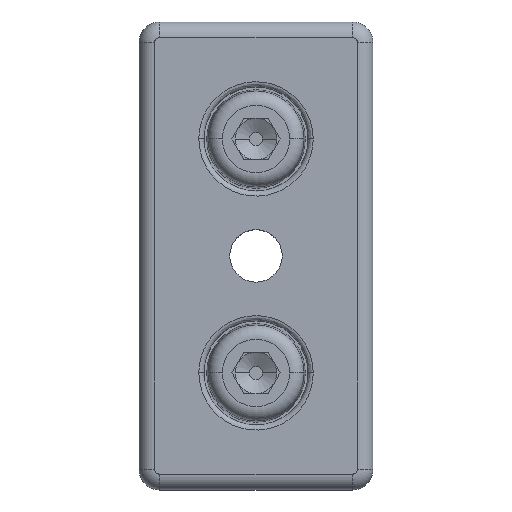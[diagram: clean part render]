
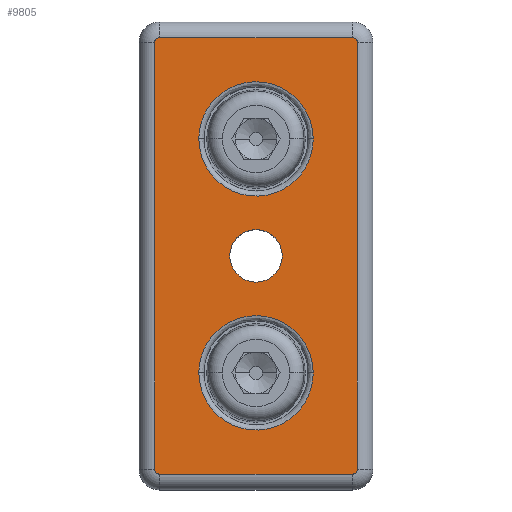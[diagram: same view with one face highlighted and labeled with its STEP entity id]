
A CAD part, top view. The second image highlights one B-rep face of the part: STEP entity #9805.
In plain terms, the highlighted planar face has unit normal (0, 0, 1).
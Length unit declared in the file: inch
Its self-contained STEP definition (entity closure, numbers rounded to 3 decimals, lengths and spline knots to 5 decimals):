
#68 = LINE ( 'NONE', #6941, #11048 ) ;
#85 = CARTESIAN_POINT ( 'NONE',  ( 0.43307, -0.88583, 0. ) ) ;
#90 = AXIS2_PLACEMENT_3D ( 'NONE', #2747, #6247, #9667 ) ;
#199 = ORIENTED_EDGE ( 'NONE', *, *, #8816, .F. ) ;
#283 = CARTESIAN_POINT ( 'NONE',  ( 0.76772, 1.61417, 0. ) ) ;
#435 = FACE_BOUND ( 'NONE', #916, .T. ) ;
#446 = EDGE_CURVE ( 'NONE', #3520, #2346, #9745, .T. ) ;
#458 = CIRCLE ( 'NONE', #90, 0.03937 ) ;
#488 = CARTESIAN_POINT ( 'NONE',  ( 0.43307, 0.88583, 0. ) ) ;
#688 = CARTESIAN_POINT ( 'NONE',  ( -0.43307, 0.01969, 0. ) ) ;
#770 = CIRCLE ( 'NONE', #7071, 0.19894 ) ;
#789 = VERTEX_POINT ( 'NONE', #7547 ) ;
#916 = EDGE_LOOP ( 'NONE', ( #7470, #4300 ) ) ;
#968 = VERTEX_POINT ( 'NONE', #10124 ) ;
#987 = EDGE_LOOP ( 'NONE', ( #7898, #4102 ) ) ;
#1065 = EDGE_CURVE ( 'NONE', #3326, #7149, #68, .T. ) ;
#1279 = FACE_OUTER_BOUND ( 'NONE', #3920, .T. ) ;
#1360 = ORIENTED_EDGE ( 'NONE', *, *, #446, .F. ) ;
#1503 = CARTESIAN_POINT ( 'NONE',  ( -0.76772, -1.61417, 0. ) ) ;
#1545 = CARTESIAN_POINT ( 'NONE',  ( -0.43307, -0.88583, 0. ) ) ;
#1601 = CARTESIAN_POINT ( 'NONE',  ( 0.72835, -1.61417, 0. ) ) ;
#1661 = PLANE ( 'NONE',  #6308 ) ;
#1794 = AXIS2_PLACEMENT_3D ( 'NONE', #5918, #3369, #8490 ) ;
#1913 = DIRECTION ( 'NONE',  ( 0., 0., 1. ) ) ;
#1953 = CARTESIAN_POINT ( 'NONE',  ( -0.43307, -0.01969, 0. ) ) ;
#2002 = DIRECTION ( 'NONE',  ( 0., 0., -1. ) ) ;
#2177 = ORIENTED_EDGE ( 'NONE', *, *, #3816, .F. ) ;
#2257 = VECTOR ( 'NONE', #4942, 39.37008 ) ;
#2346 = VERTEX_POINT ( 'NONE', #4103 ) ;
#2381 = ORIENTED_EDGE ( 'NONE', *, *, #5393, .F. ) ;
#2441 = DIRECTION ( 'NONE',  ( 0., -1., 0. ) ) ;
#2597 = DIRECTION ( 'NONE',  ( -1., 0., 0. ) ) ;
#2747 = CARTESIAN_POINT ( 'NONE',  ( 0.72835, -1.61417, 0. ) ) ;
#2777 = CARTESIAN_POINT ( 'NONE',  ( 0.72835, -1.65354, 0. ) ) ;
#2811 = DIRECTION ( 'NONE',  ( 1., 0., 0. ) ) ;
#3130 = CARTESIAN_POINT ( 'NONE',  ( 0.43307, -1.75197, 0. ) ) ;
#3259 = VERTEX_POINT ( 'NONE', #6215 ) ;
#3326 = VERTEX_POINT ( 'NONE', #2777 ) ;
#3335 = CARTESIAN_POINT ( 'NONE',  ( 0.43307, -0.88583, 0. ) ) ;
#3369 = DIRECTION ( 'NONE',  ( 0., 0., 1. ) ) ;
#3457 = VERTEX_POINT ( 'NONE', #8224 ) ;
#3486 = CARTESIAN_POINT ( 'NONE',  ( 0.72835, 1.61417, 0. ) ) ;
#3500 = ORIENTED_EDGE ( 'NONE', *, *, #9357, .F. ) ;
#3520 = VERTEX_POINT ( 'NONE', #9612 ) ;
#3542 = CARTESIAN_POINT ( 'NONE',  ( 0.72835, 1.65354, 0. ) ) ;
#3544 = EDGE_CURVE ( 'NONE', #3259, #8258, #770, .T. ) ;
#3611 = VERTEX_POINT ( 'NONE', #7260 ) ;
#3614 = VECTOR ( 'NONE', #9013, 39.37008 ) ;
#3719 = CARTESIAN_POINT ( 'NONE',  ( 0., 0., 0. ) ) ;
#3816 = EDGE_CURVE ( 'NONE', #789, #3520, #11052, .T. ) ;
#3867 = FACE_BOUND ( 'NONE', #987, .T. ) ;
#3920 = EDGE_LOOP ( 'NONE', ( #4746, #9902, #199, #3500, #3930, #1360, #2177, #5508 ) ) ;
#3930 = ORIENTED_EDGE ( 'NONE', *, *, #6355, .F. ) ;
#4102 = ORIENTED_EDGE ( 'NONE', *, *, #7054, .F. ) ;
#4103 = CARTESIAN_POINT ( 'NONE',  ( -0.72835, 1.65354, 0. ) ) ;
#4300 = ORIENTED_EDGE ( 'NONE', *, *, #9179, .F. ) ;
#4472 = CARTESIAN_POINT ( 'NONE',  ( 0.72835, 1.65354, 0. ) ) ;
#4609 = AXIS2_PLACEMENT_3D ( 'NONE', #7529, #10936, #6739 ) ;
#4746 = ORIENTED_EDGE ( 'NONE', *, *, #1065, .F. ) ;
#4850 = CIRCLE ( 'NONE', #1794, 0.19894 ) ;
#4932 = DIRECTION ( 'NONE',  ( 0., 0., -1. ) ) ;
#4942 = DIRECTION ( 'NONE',  ( 0., 1., 0. ) ) ;
#5173 = ORIENTED_EDGE ( 'NONE', *, *, #5914, .F. ) ;
#5179 = CARTESIAN_POINT ( 'NONE',  ( 0.43307, 1.75197, 0. ) ) ;
#5182 = CARTESIAN_POINT ( 'NONE',  ( -0.19894, 0., 0. ) ) ;
#5249 = DIRECTION ( 'NONE',  ( 0., 0., -1. ) ) ;
#5284 = CARTESIAN_POINT ( 'NONE',  ( 0.43307, -0.01969, 0. ) ) ;
#5393 = EDGE_CURVE ( 'NONE', #10261, #968, #6581, .T. ) ;
#5508 = ORIENTED_EDGE ( 'NONE', *, *, #10657, .F. ) ;
#5730 = DIRECTION ( 'NONE',  ( -1., 0., 0. ) ) ;
#5914 = EDGE_CURVE ( 'NONE', #968, #10261, #9522, .T. ) ;
#5918 = CARTESIAN_POINT ( 'NONE',  ( 0., 0., 0. ) ) ;
#6215 = CARTESIAN_POINT ( 'NONE',  ( 0.19894, 0., 0. ) ) ;
#6247 = DIRECTION ( 'NONE',  ( 0., 0., -1. ) ) ;
#6308 = AXIS2_PLACEMENT_3D ( 'NONE', #1601, #4932, #5730 ) ;
#6355 = EDGE_CURVE ( 'NONE', #2346, #7024, #8739, .T. ) ;
#6527 = EDGE_LOOP ( 'NONE', ( #2381, #5173 ) ) ;
#6581 =( BOUNDED_CURVE ( )  B_SPLINE_CURVE ( 3, ( #1545, #7459, #3130, #3335 ),
 .UNSPECIFIED., .F., .T. ) 
 B_SPLINE_CURVE_WITH_KNOTS ( ( 4, 4 ),
 ( 0., 0.5 ),
 .UNSPECIFIED. ) 
 CURVE ( )  GEOMETRIC_REPRESENTATION_ITEM ( )  RATIONAL_B_SPLINE_CURVE ( ( 1., 0.333, 0.333, 1. ) ) 
 REPRESENTATION_ITEM ( '' )  );
#6677 = AXIS2_PLACEMENT_3D ( 'NONE', #10652, #2002, #7910 ) ;
#6739 = DIRECTION ( 'NONE',  ( -1., 0., 0. ) ) ;
#6921 = CARTESIAN_POINT ( 'NONE',  ( -0.43307, 0.88583, 0. ) ) ;
#6925 = DIRECTION ( 'NONE',  ( -1., 0., 0. ) ) ;
#6941 = CARTESIAN_POINT ( 'NONE',  ( 0.72835, -1.65354, 0. ) ) ;
#7024 = VERTEX_POINT ( 'NONE', #3542 ) ;
#7054 = EDGE_CURVE ( 'NONE', #3457, #8584, #7664, .T. ) ;
#7071 = AXIS2_PLACEMENT_3D ( 'NONE', #3719, #1913, #2811 ) ;
#7149 = VERTEX_POINT ( 'NONE', #8044 ) ;
#7193 = AXIS2_PLACEMENT_3D ( 'NONE', #3486, #5249, #6925 ) ;
#7260 = CARTESIAN_POINT ( 'NONE',  ( 0.76772, -1.61417, 0. ) ) ;
#7459 = CARTESIAN_POINT ( 'NONE',  ( -0.43307, -1.75197, 0. ) ) ;
#7470 = ORIENTED_EDGE ( 'NONE', *, *, #3544, .F. ) ;
#7529 = CARTESIAN_POINT ( 'NONE',  ( -0.72835, -1.61417, 0. ) ) ;
#7547 = CARTESIAN_POINT ( 'NONE',  ( -0.76772, -1.61417, 0. ) ) ;
#7664 =( BOUNDED_CURVE ( )  B_SPLINE_CURVE ( 3, ( #9384, #5179, #8596, #6921 ),
 .UNSPECIFIED., .F., .T. ) 
 B_SPLINE_CURVE_WITH_KNOTS ( ( 4, 4 ),
 ( 0.5, 1. ),
 .UNSPECIFIED. ) 
 CURVE ( )  GEOMETRIC_REPRESENTATION_ITEM ( )  RATIONAL_B_SPLINE_CURVE ( ( 1., 0.333, 0.333, 1. ) ) 
 REPRESENTATION_ITEM ( '' )  );
#7756 = CARTESIAN_POINT ( 'NONE',  ( -0.43307, 0.88583, 0. ) ) ;
#7898 = ORIENTED_EDGE ( 'NONE', *, *, #8869, .F. ) ;
#7902 = CIRCLE ( 'NONE', #7193, 0.03937 ) ;
#7910 = DIRECTION ( 'NONE',  ( -1., 0., 0. ) ) ;
#7971 = CARTESIAN_POINT ( 'NONE',  ( -0.43307, -0.88583, 0. ) ) ;
#8044 = CARTESIAN_POINT ( 'NONE',  ( -0.72835, -1.65354, 0. ) ) ;
#8224 = CARTESIAN_POINT ( 'NONE',  ( 0.43307, 0.88583, 0. ) ) ;
#8243 = CARTESIAN_POINT ( 'NONE',  ( 0.76772, -1.61417, 0. ) ) ;
#8258 = VERTEX_POINT ( 'NONE', #5182 ) ;
#8283 = CARTESIAN_POINT ( 'NONE',  ( -0.43307, -0.88583, 0. ) ) ;
#8297 = VERTEX_POINT ( 'NONE', #283 ) ;
#8490 = DIRECTION ( 'NONE',  ( 1., 0., 0. ) ) ;
#8584 = VERTEX_POINT ( 'NONE', #7756 ) ;
#8596 = CARTESIAN_POINT ( 'NONE',  ( -0.43307, 1.75197, 0. ) ) ;
#8739 = LINE ( 'NONE', #4472, #3614 ) ;
#8816 = EDGE_CURVE ( 'NONE', #8297, #3611, #10085, .T. ) ;
#8869 = EDGE_CURVE ( 'NONE', #8584, #3457, #9455, .T. ) ;
#9013 = DIRECTION ( 'NONE',  ( 1., 0., 0. ) ) ;
#9179 = EDGE_CURVE ( 'NONE', #8258, #3259, #4850, .T. ) ;
#9194 = CARTESIAN_POINT ( 'NONE',  ( 0.43307, 0.01969, 0. ) ) ;
#9245 = CIRCLE ( 'NONE', #4609, 0.03937 ) ;
#9357 = EDGE_CURVE ( 'NONE', #7024, #8297, #7902, .T. ) ;
#9384 = CARTESIAN_POINT ( 'NONE',  ( 0.43307, 0.88583, 0. ) ) ;
#9455 =( BOUNDED_CURVE ( )  B_SPLINE_CURVE ( 3, ( #10134, #688, #9194, #488 ),
 .UNSPECIFIED., .F., .T. ) 
 B_SPLINE_CURVE_WITH_KNOTS ( ( 4, 4 ),
 ( 0., 0.5 ),
 .UNSPECIFIED. ) 
 CURVE ( )  GEOMETRIC_REPRESENTATION_ITEM ( )  RATIONAL_B_SPLINE_CURVE ( ( 1., 0.333, 0.333, 1. ) ) 
 REPRESENTATION_ITEM ( '' )  );
#9522 =( BOUNDED_CURVE ( )  B_SPLINE_CURVE ( 3, ( #85, #5284, #1953, #7971 ),
 .UNSPECIFIED., .F., .F. ) 
 B_SPLINE_CURVE_WITH_KNOTS ( ( 4, 4 ),
 ( 0.5, 1. ),
 .UNSPECIFIED. ) 
 CURVE ( )  GEOMETRIC_REPRESENTATION_ITEM ( )  RATIONAL_B_SPLINE_CURVE ( ( 1., 0.333, 0.333, 1. ) ) 
 REPRESENTATION_ITEM ( '' )  );
#9612 = CARTESIAN_POINT ( 'NONE',  ( -0.76772, 1.61417, 0. ) ) ;
#9667 = DIRECTION ( 'NONE',  ( -1., 0., 0. ) ) ;
#9745 = CIRCLE ( 'NONE', #6677, 0.03937 ) ;
#9805 = ADVANCED_FACE ( 'NONE', ( #1279, #435, #3867, #10723 ), #1661, .F. ) ;
#9902 = ORIENTED_EDGE ( 'NONE', *, *, #10774, .F. ) ;
#10085 = LINE ( 'NONE', #8243, #10837 ) ;
#10124 = CARTESIAN_POINT ( 'NONE',  ( 0.43307, -0.88583, 0. ) ) ;
#10134 = CARTESIAN_POINT ( 'NONE',  ( -0.43307, 0.88583, 0. ) ) ;
#10261 = VERTEX_POINT ( 'NONE', #8283 ) ;
#10652 = CARTESIAN_POINT ( 'NONE',  ( -0.72835, 1.61417, 0. ) ) ;
#10657 = EDGE_CURVE ( 'NONE', #7149, #789, #9245, .T. ) ;
#10723 = FACE_BOUND ( 'NONE', #6527, .T. ) ;
#10774 = EDGE_CURVE ( 'NONE', #3611, #3326, #458, .T. ) ;
#10837 = VECTOR ( 'NONE', #2441, 39.37008 ) ;
#10936 = DIRECTION ( 'NONE',  ( 0., 0., -1. ) ) ;
#11048 = VECTOR ( 'NONE', #2597, 39.37008 ) ;
#11052 = LINE ( 'NONE', #1503, #2257 ) ;
